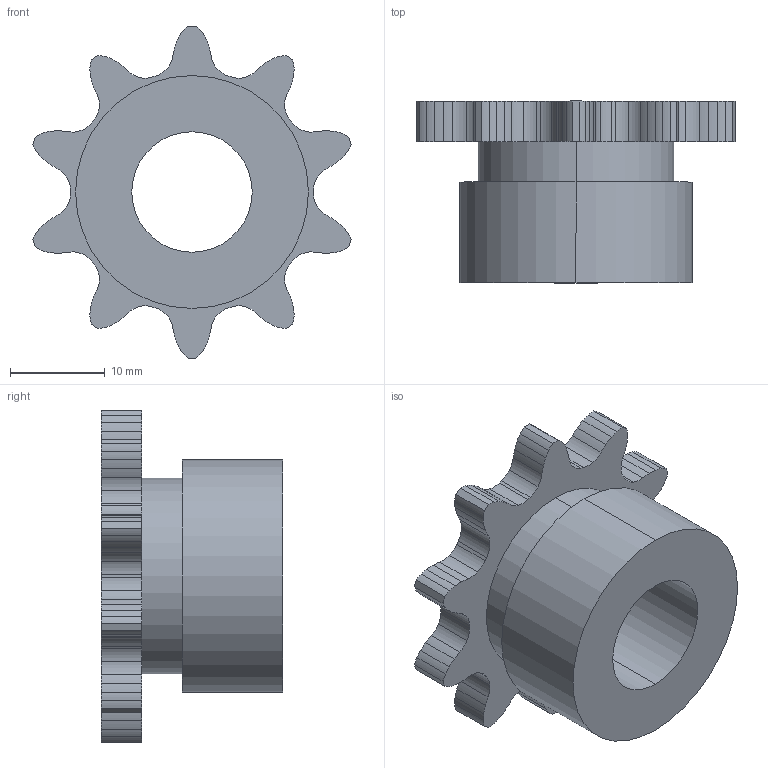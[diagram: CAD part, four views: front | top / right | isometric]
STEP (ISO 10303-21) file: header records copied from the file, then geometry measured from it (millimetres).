
FILE_DESCRIPTION((''),'2;1');
FILE_NAME('rcss-3810.stp','2001-12-29T12:46:06',('Administrator'),(''),'Autodesk Inventor (tm) 3.0','Autodesk Inventor (tm) 3.0','');
FILE_SCHEMA(('CONFIG_CONTROL_DESIGN'));
Length unit declared in the file: inch
Products named in the file (1): rcss-3810
Bounding box: 33.56 x 19.15 x 35.03 mm (x, y, z)
Volume: 6968.2 mm3; surface area: 3870.1 mm2
Topology: 1 solids, 1 shells, 150 faces, 439 edges, 293 vertices
Faces by surface type: cylinder 126, plane 24
Entity records: 5225 total; most frequent: DIRECTION 994, CARTESIAN_POINT 883, ORIENTED_EDGE 878, EDGE_CURVE 439, AXIS2_PLACEMENT_3D 404, VERTEX_POINT 293, CIRCLE 253, VECTOR 186
